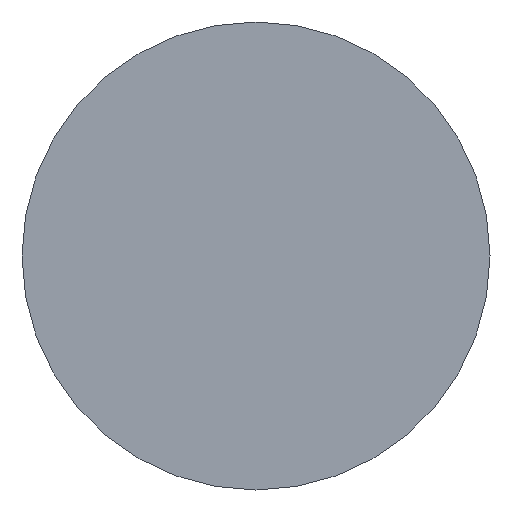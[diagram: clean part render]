
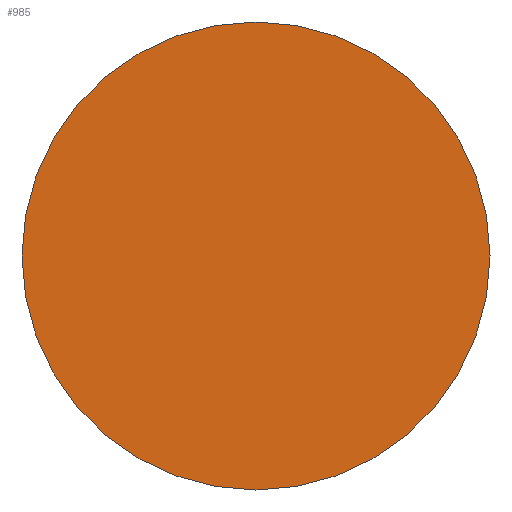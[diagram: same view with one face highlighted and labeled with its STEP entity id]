
A CAD part, front view. The second image highlights one B-rep face of the part: STEP entity #985.
In plain terms, the highlighted planar face has unit normal (0, -1, 0).
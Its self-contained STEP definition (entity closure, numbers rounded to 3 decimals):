
#129=CIRCLE('',#1128,24.);
#130=CIRCLE('',#1129,24.);
#201=FACE_OUTER_BOUND('',#260,.T.);
#260=EDGE_LOOP('',(#856,#857));
#439=VERTEX_POINT('',#1752);
#440=VERTEX_POINT('',#1753);
#577=EDGE_CURVE('',#439,#440,#129,.T.);
#578=EDGE_CURVE('',#440,#439,#130,.T.);
#856=ORIENTED_EDGE('',*,*,#577,.T.);
#857=ORIENTED_EDGE('',*,*,#578,.T.);
#877=PLANE('',#1130);
#985=ADVANCED_FACE('',(#201),#877,.T.);
#1128=AXIS2_PLACEMENT_3D('',#1754,#1418,#1419);
#1129=AXIS2_PLACEMENT_3D('',#1755,#1420,#1421);
#1130=AXIS2_PLACEMENT_3D('',#1757,#1423,#1424);
#1418=DIRECTION('center_axis',(0.,-1.,0.));
#1419=DIRECTION('ref_axis',(-1.,0.,0.));
#1420=DIRECTION('center_axis',(0.,-1.,0.));
#1421=DIRECTION('ref_axis',(-1.,0.,0.));
#1423=DIRECTION('center_axis',(0.,-1.,0.));
#1424=DIRECTION('ref_axis',(0.,0.,-1.));
#1752=CARTESIAN_POINT('',(-24.,0.,0.));
#1753=CARTESIAN_POINT('',(24.,0.,0.));
#1754=CARTESIAN_POINT('Origin',(0.,0.,0.));
#1755=CARTESIAN_POINT('Origin',(0.,0.,0.));
#1757=CARTESIAN_POINT('Origin',(-12.,0.,0.));
